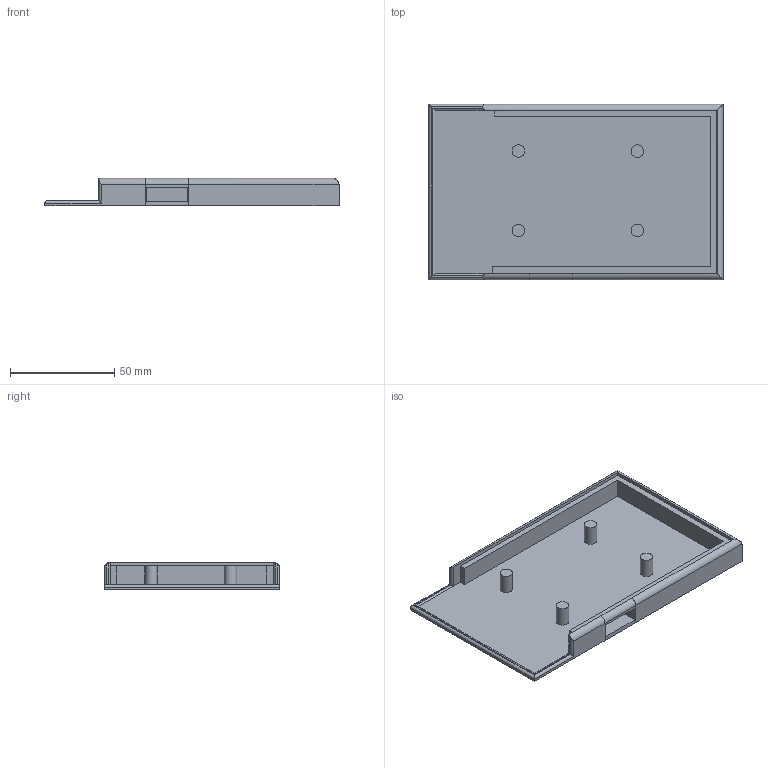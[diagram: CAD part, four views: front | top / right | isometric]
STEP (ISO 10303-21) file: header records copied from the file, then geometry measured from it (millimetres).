
FILE_DESCRIPTION(/* description */ (''),/* implementation_level */ '2;1');
FILE_NAME(/* name */ 'Split 40 Case (v9~recovered).step',/* time_stamp */ '2024-10-18T13:55:57-04:00',/* author */ (''),/* organization */ (''),/* preprocessor_version */ 'ST-DEVELOPER v20',/* originating_system */ 'Autodesk Translation Framework v13.20.0.188',/* authorisation */ '');
FILE_SCHEMA (('AUTOMOTIVE_DESIGN { 1 0 10303 214 3 1 1 }'));
Length unit declared in the file: millimetre
Products named in the file (1): Split 40 Case (v9~recovered)
Bounding box: 141.22 x 84.25 x 13.1 mm (x, y, z)
Volume: 40066.2 mm3; surface area: 35523.8 mm2
Topology: 1 solids, 1 shells, 58 faces, 139 edges, 90 vertices
Faces by surface type: plane 35, cylinder 19, torus 4
Full cylindrical faces by diameter (mm): 6 x4
Entity records: 1791 total; most frequent: CARTESIAN_POINT 398, DIRECTION 283, ORIENTED_EDGE 278, EDGE_CURVE 139, AXIS2_PLACEMENT_3D 95, LINE 93, VECTOR 93, VERTEX_POINT 90
